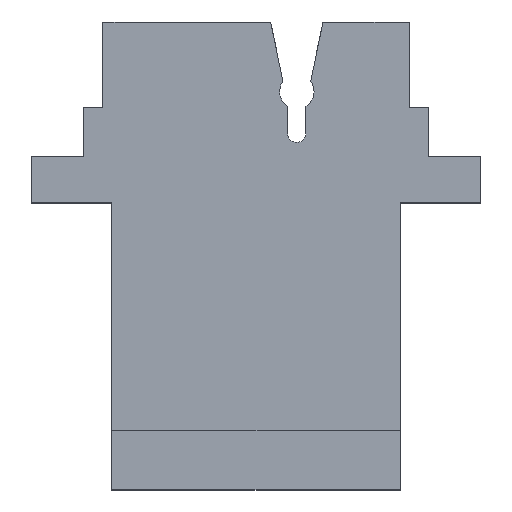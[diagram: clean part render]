
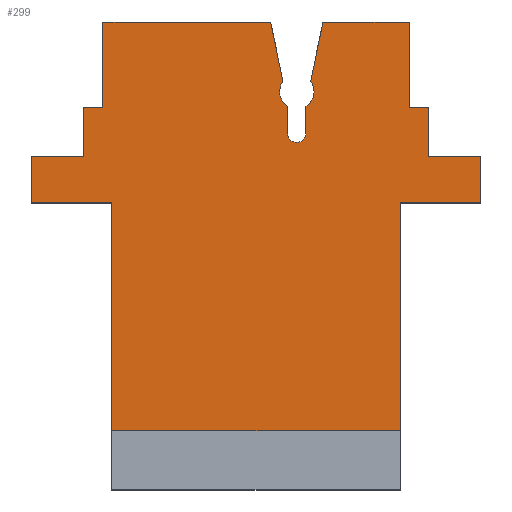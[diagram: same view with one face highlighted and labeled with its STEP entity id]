
A CAD part, top view. The second image highlights one B-rep face of the part: STEP entity #299.
In plain terms, the highlighted planar face has unit normal (0, 0, 1).
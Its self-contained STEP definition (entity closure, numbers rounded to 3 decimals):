
#105=CIRCLE('',#4367,1.075);
#107=CIRCLE('',#4371,0.565);
#109=CIRCLE('',#4375,1.075);
#299=ADVANCED_FACE('',(#719),#515,.T.);
#515=PLANE('',#4400);
#719=FACE_OUTER_BOUND('',#959,.T.);
#959=EDGE_LOOP('',(#1879,#1880,#1881,#1882,#1883,#1884,#1885,#1886,#1887,
#1888,#1889,#1890,#1891,#1892,#1893,#1894,#1895,#1896,#1897,#1898,#1899,
#1900,#1901,#1902));
#1879=ORIENTED_EDGE('',*,*,#3006,.T.);
#1880=ORIENTED_EDGE('',*,*,#3007,.F.);
#1881=ORIENTED_EDGE('',*,*,#3004,.F.);
#1882=ORIENTED_EDGE('',*,*,#3001,.F.);
#1883=ORIENTED_EDGE('',*,*,#2997,.T.);
#1884=ORIENTED_EDGE('',*,*,#2883,.F.);
#1885=ORIENTED_EDGE('',*,*,#2887,.F.);
#1886=ORIENTED_EDGE('',*,*,#2913,.F.);
#1887=ORIENTED_EDGE('',*,*,#2917,.F.);
#1888=ORIENTED_EDGE('',*,*,#2923,.F.);
#1889=ORIENTED_EDGE('',*,*,#2926,.F.);
#1890=ORIENTED_EDGE('',*,*,#2929,.F.);
#1891=ORIENTED_EDGE('',*,*,#2932,.F.);
#1892=ORIENTED_EDGE('',*,*,#2935,.F.);
#1893=ORIENTED_EDGE('',*,*,#2938,.F.);
#1894=ORIENTED_EDGE('',*,*,#2977,.F.);
#1895=ORIENTED_EDGE('',*,*,#2973,.F.);
#1896=ORIENTED_EDGE('',*,*,#2950,.F.);
#1897=ORIENTED_EDGE('',*,*,#2954,.F.);
#1898=ORIENTED_EDGE('',*,*,#2957,.F.);
#1899=ORIENTED_EDGE('',*,*,#3008,.T.);
#1900=ORIENTED_EDGE('',*,*,#3009,.F.);
#1901=ORIENTED_EDGE('',*,*,#3010,.F.);
#1902=ORIENTED_EDGE('',*,*,#3011,.F.);
#2393=VERTEX_POINT('',#6217);
#2394=VERTEX_POINT('',#6219);
#2396=VERTEX_POINT('',#6225);
#2415=VERTEX_POINT('',#6277);
#2418=VERTEX_POINT('',#6285);
#2421=VERTEX_POINT('',#6297);
#2423=VERTEX_POINT('',#6303);
#2425=VERTEX_POINT('',#6309);
#2427=VERTEX_POINT('',#6315);
#2429=VERTEX_POINT('',#6321);
#2431=VERTEX_POINT('',#6327);
#2442=VERTEX_POINT('',#6353);
#2443=VERTEX_POINT('',#6355);
#2445=VERTEX_POINT('',#6361);
#2447=VERTEX_POINT('',#6367);
#2458=VERTEX_POINT('',#6400);
#2467=VERTEX_POINT('',#6444);
#2470=VERTEX_POINT('',#6452);
#2472=VERTEX_POINT('',#6458);
#2473=VERTEX_POINT('',#6462);
#2474=VERTEX_POINT('',#6463);
#2475=VERTEX_POINT('',#6466);
#2476=VERTEX_POINT('',#6468);
#2477=VERTEX_POINT('',#6470);
#2883=EDGE_CURVE('',#2393,#2394,#3449,.T.);
#2887=EDGE_CURVE('',#2396,#2393,#3453,.T.);
#2913=EDGE_CURVE('',#2415,#2396,#3479,.T.);
#2917=EDGE_CURVE('',#2418,#2415,#3483,.T.);
#2923=EDGE_CURVE('',#2421,#2418,#3489,.T.);
#2926=EDGE_CURVE('',#2423,#2421,#105,.T.);
#2929=EDGE_CURVE('',#2425,#2423,#3493,.T.);
#2932=EDGE_CURVE('',#2427,#2425,#107,.T.);
#2935=EDGE_CURVE('',#2429,#2427,#3497,.T.);
#2938=EDGE_CURVE('',#2431,#2429,#109,.T.);
#2950=EDGE_CURVE('',#2442,#2443,#3510,.T.);
#2954=EDGE_CURVE('',#2445,#2442,#3514,.T.);
#2957=EDGE_CURVE('',#2447,#2445,#3517,.T.);
#2973=EDGE_CURVE('',#2443,#2458,#3533,.T.);
#2977=EDGE_CURVE('',#2458,#2431,#3537,.T.);
#2997=EDGE_CURVE('',#2467,#2394,#3557,.T.);
#3001=EDGE_CURVE('',#2467,#2470,#3561,.T.);
#3004=EDGE_CURVE('',#2470,#2472,#3564,.T.);
#3006=EDGE_CURVE('',#2473,#2474,#3566,.T.);
#3007=EDGE_CURVE('',#2472,#2474,#3567,.T.);
#3008=EDGE_CURVE('',#2447,#2475,#3568,.T.);
#3009=EDGE_CURVE('',#2476,#2475,#3569,.T.);
#3010=EDGE_CURVE('',#2477,#2476,#3570,.T.);
#3011=EDGE_CURVE('',#2473,#2477,#3571,.T.);
#3449=LINE('',#6218,#4003);
#3453=LINE('',#6226,#4007);
#3479=LINE('',#6278,#4033);
#3483=LINE('',#6286,#4037);
#3489=LINE('',#6298,#4043);
#3493=LINE('',#6310,#4047);
#3497=LINE('',#6322,#4051);
#3510=LINE('',#6354,#4064);
#3514=LINE('',#6362,#4068);
#3517=LINE('',#6368,#4071);
#3533=LINE('',#6399,#4087);
#3537=LINE('',#6407,#4091);
#3557=LINE('',#6443,#4111);
#3561=LINE('',#6451,#4115);
#3564=LINE('',#6457,#4118);
#3566=LINE('',#6461,#4120);
#3567=LINE('',#6464,#4121);
#3568=LINE('',#6465,#4122);
#3569=LINE('',#6467,#4123);
#3570=LINE('',#6469,#4124);
#3571=LINE('',#6471,#4125);
#4003=VECTOR('',#5089,1.);
#4007=VECTOR('',#5095,1.);
#4033=VECTOR('',#5135,1.);
#4037=VECTOR('',#5141,1.);
#4043=VECTOR('',#5153,1.);
#4047=VECTOR('',#5165,1.);
#4051=VECTOR('',#5177,1.);
#4064=VECTOR('',#5202,1.);
#4068=VECTOR('',#5208,1.);
#4071=VECTOR('',#5213,1.);
#4087=VECTOR('',#5239,1.);
#4091=VECTOR('',#5245,1.);
#4111=VECTOR('',#5285,1.);
#4115=VECTOR('',#5291,1.);
#4118=VECTOR('',#5296,1.);
#4120=VECTOR('',#5300,1.);
#4121=VECTOR('',#5301,1.);
#4122=VECTOR('',#5302,1.);
#4123=VECTOR('',#5303,1.);
#4124=VECTOR('',#5304,1.);
#4125=VECTOR('',#5305,1.);
#4367=AXIS2_PLACEMENT_3D('',#6304,#5159,#5160);
#4371=AXIS2_PLACEMENT_3D('',#6316,#5171,#5172);
#4375=AXIS2_PLACEMENT_3D('',#6328,#5183,#5184);
#4400=AXIS2_PLACEMENT_3D('',#6472,#5306,#5307);
#5089=DIRECTION('',(0.,-1.,0.));
#5095=DIRECTION('',(1.,0.,0.));
#5135=DIRECTION('',(0.,-1.,0.));
#5141=DIRECTION('',(1.,0.,0.));
#5153=DIRECTION('',(0.202,0.979,0.));
#5159=DIRECTION('',(0.,0.,1.));
#5160=DIRECTION('',(0.526,-0.851,0.));
#5165=DIRECTION('',(0.,1.,0.));
#5171=DIRECTION('',(0.,0.,1.));
#5172=DIRECTION('',(-1.,0.,0.));
#5177=DIRECTION('',(0.,-1.,0.));
#5183=DIRECTION('',(0.,0.,1.));
#5184=DIRECTION('',(-0.805,0.594,0.));
#5202=DIRECTION('',(0.,1.,0.));
#5208=DIRECTION('',(1.,0.,0.));
#5213=DIRECTION('',(0.,1.,0.));
#5239=DIRECTION('',(1.,0.,0.));
#5245=DIRECTION('',(0.202,-0.979,0.));
#5285=DIRECTION('',(-1.,0.,0.));
#5291=DIRECTION('',(0.,-1.,0.));
#5296=DIRECTION('',(-1.,0.,0.));
#5300=DIRECTION('',(1.,0.,0.));
#5301=DIRECTION('',(0.,-1.,0.));
#5302=DIRECTION('',(-1.,0.,0.));
#5303=DIRECTION('',(0.,1.,0.));
#5304=DIRECTION('',(-1.,0.,0.));
#5305=DIRECTION('',(0.,1.,0.));
#5306=DIRECTION('',(0.,0.,1.));
#5307=DIRECTION('',(1.,0.,0.));
#6217=CARTESIAN_POINT('',(20.25,-5.3,14.7));
#6218=CARTESIAN_POINT('',(20.25,-5.3,14.7));
#6219=CARTESIAN_POINT('',(20.25,-8.35,14.7));
#6225=CARTESIAN_POINT('',(19.05,-5.3,14.7));
#6226=CARTESIAN_POINT('',(19.05,-5.3,14.7));
#6277=CARTESIAN_POINT('',(19.05,0.,14.7));
#6278=CARTESIAN_POINT('',(19.05,0.,14.7));
#6285=CARTESIAN_POINT('',(13.69,0.,14.7));
#6286=CARTESIAN_POINT('',(13.69,0.,14.7));
#6297=CARTESIAN_POINT('',(12.93,-3.682,14.7));
#6298=CARTESIAN_POINT('',(12.93,-3.682,14.7));
#6303=CARTESIAN_POINT('',(12.63,-5.235,14.7));
#6304=CARTESIAN_POINT('',(12.065,-4.32,14.7));
#6309=CARTESIAN_POINT('',(12.63,-6.935,14.7));
#6310=CARTESIAN_POINT('',(12.63,-6.935,14.7));
#6315=CARTESIAN_POINT('',(11.5,-6.935,14.7));
#6316=CARTESIAN_POINT('',(12.065,-6.935,14.7));
#6321=CARTESIAN_POINT('',(11.5,-5.235,14.7));
#6322=CARTESIAN_POINT('',(11.5,-5.235,14.7));
#6327=CARTESIAN_POINT('',(11.2,-3.682,14.7));
#6328=CARTESIAN_POINT('',(12.065,-4.32,14.7));
#6353=CARTESIAN_POINT('',(0.,-5.3,14.7));
#6354=CARTESIAN_POINT('',(0.,-5.3,14.7));
#6355=CARTESIAN_POINT('',(0.,0.,14.7));
#6361=CARTESIAN_POINT('',(-1.2,-5.3,14.7));
#6362=CARTESIAN_POINT('',(-1.2,-5.3,14.7));
#6367=CARTESIAN_POINT('',(-1.2,-8.35,14.7));
#6368=CARTESIAN_POINT('',(-1.2,-8.35,14.7));
#6399=CARTESIAN_POINT('',(0.,0.,14.7));
#6400=CARTESIAN_POINT('',(10.44,0.,14.7));
#6407=CARTESIAN_POINT('',(10.44,0.,14.7));
#6443=CARTESIAN_POINT('',(23.525,-8.35,14.7));
#6444=CARTESIAN_POINT('',(23.525,-8.35,14.7));
#6451=CARTESIAN_POINT('',(23.525,-8.35,14.7));
#6452=CARTESIAN_POINT('',(23.525,-11.25,14.7));
#6457=CARTESIAN_POINT('',(23.525,-11.25,14.7));
#6458=CARTESIAN_POINT('',(18.5,-11.25,14.7));
#6461=CARTESIAN_POINT('',(0.55,-25.45,14.7));
#6462=CARTESIAN_POINT('',(0.55,-25.45,14.7));
#6463=CARTESIAN_POINT('',(18.5,-25.45,14.7));
#6464=CARTESIAN_POINT('',(18.5,-11.25,14.7));
#6465=CARTESIAN_POINT('',(-1.2,-8.35,14.7));
#6466=CARTESIAN_POINT('',(-4.475,-8.35,14.7));
#6467=CARTESIAN_POINT('',(-4.475,-11.25,14.7));
#6468=CARTESIAN_POINT('',(-4.475,-11.25,14.7));
#6469=CARTESIAN_POINT('',(0.55,-11.25,14.7));
#6470=CARTESIAN_POINT('',(0.55,-11.25,14.7));
#6471=CARTESIAN_POINT('',(0.55,-25.45,14.7));
#6472=CARTESIAN_POINT('',(-5.875,-25.961,14.7));
